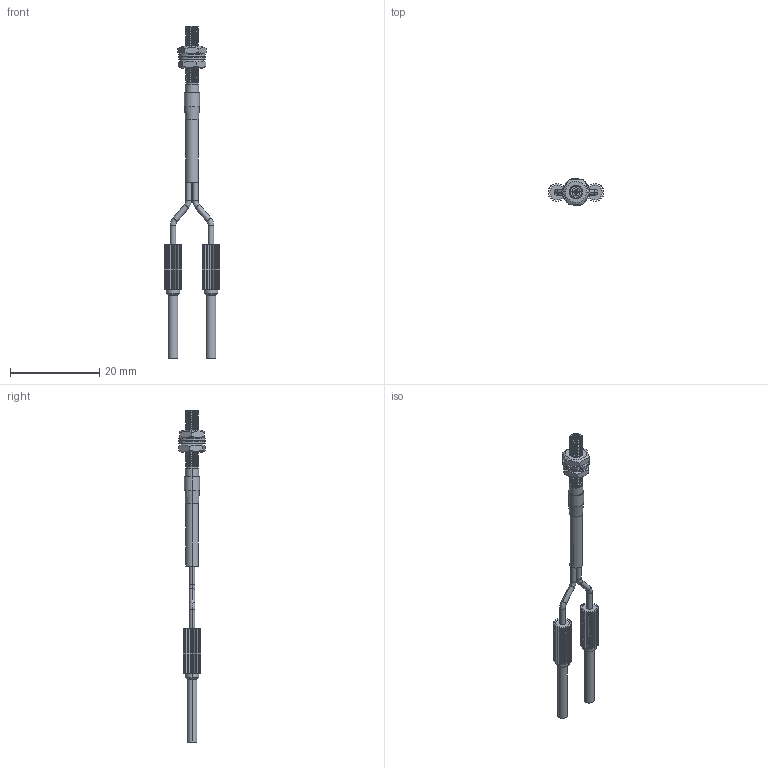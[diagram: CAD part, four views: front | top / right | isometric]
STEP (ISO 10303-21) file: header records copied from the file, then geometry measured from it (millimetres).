
FILE_DESCRIPTION (( 'STEP AP203' ), '1' );
FILE_NAME ('PD-C310-35FA.STEP', '2018-08-01T03:09:35', ( 'XiaZaiMa.COM' ), ( 'Win10NeT.COM' ), 'SwSTEP 2.0', 'SolidWorks 2016', '' );
FILE_SCHEMA (( 'CONFIG_CONTROL_DESIGN' ));
Length unit declared in the file: millimetre
Products named in the file (4): PD-C310-35FA; hex thin nuts-grades ab-chamfered gb_GB_FASTENER_NUT_STNAB M3-N; lock washers internal teeth gb_GB_LOCK_WASHERS_TYPE1 3
Assembly tree (5 placements, depth 2):
  PD-C310-35FA
    PD-C310-35FA
    hex thin nuts-grades ab-chamfered gb_GB_FASTENER_NUT_STNAB M3-N  x2
    lock washers internal teeth gb_GB_LOCK_WASHERS_TYPE1 3  x2
Bounding box: 12.47 x 6 x 74.4 mm (x, y, z)
Volume: 624 mm3; surface area: 1823.5 mm2
Topology: 5 solids, 5 shells, 876 faces, 2405 edges, 1588 vertices
Faces by surface type: plane 445, cylinder 206, bspline 193, cone 24, torus 8
Entity records: 37508 total; most frequent: CARTESIAN_POINT 18060, ORIENTED_EDGE 4556, DIRECTION 3117, EDGE_CURVE 2278, VERTEX_POINT 1506, VECTOR 1245, LINE 1245, AXIS2_PLACEMENT_3D 936
